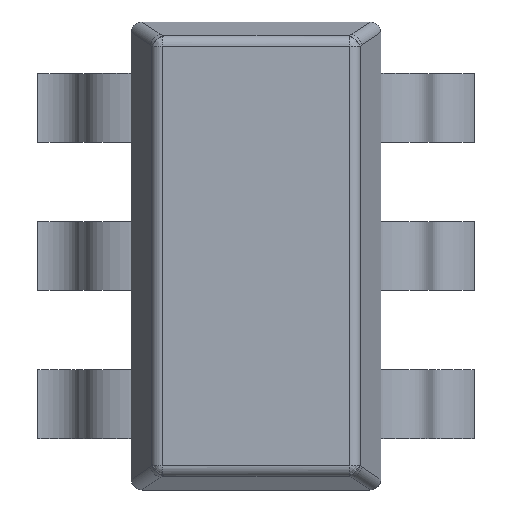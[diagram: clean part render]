
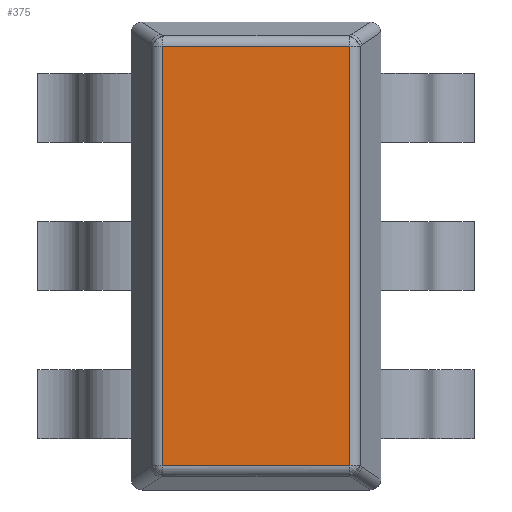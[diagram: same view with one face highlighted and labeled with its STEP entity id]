
A CAD part, top view. The second image highlights one B-rep face of the part: STEP entity #375.
In plain terms, the highlighted face is planar.
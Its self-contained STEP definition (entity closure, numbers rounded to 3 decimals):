
#48 = VERTEX_POINT('',#49);
#49 = CARTESIAN_POINT('',(-0.601,1.,0.155));
#66 = EDGE_CURVE('',#48,#67,#69,.T.);
#67 = VERTEX_POINT('',#68);
#68 = CARTESIAN_POINT('',(0.601,1.,0.155));
#69 = LINE('',#70,#71);
#70 = CARTESIAN_POINT('',(-0.65,1.,0.155));
#71 = VECTOR('',#72,1.);
#72 = DIRECTION('',(1.,0.,0.));
#375 = ADVANCED_FACE('',(#376),#401,.T.);
#376 = FACE_BOUND('',#377,.T.);
#377 = EDGE_LOOP('',(#378,#379,#387,#395));
#378 = ORIENTED_EDGE('',*,*,#66,.F.);
#379 = ORIENTED_EDGE('',*,*,#380,.T.);
#380 = EDGE_CURVE('',#48,#381,#383,.T.);
#381 = VERTEX_POINT('',#382);
#382 = CARTESIAN_POINT('',(-0.601,1.,2.845));
#383 = LINE('',#384,#385);
#384 = CARTESIAN_POINT('',(-0.601,1.,0.1));
#385 = VECTOR('',#386,1.);
#386 = DIRECTION('',(0.,0.,1.));
#387 = ORIENTED_EDGE('',*,*,#388,.T.);
#388 = EDGE_CURVE('',#381,#389,#391,.T.);
#389 = VERTEX_POINT('',#390);
#390 = CARTESIAN_POINT('',(0.601,1.,2.845));
#391 = LINE('',#392,#393);
#392 = CARTESIAN_POINT('',(-0.65,1.,2.845));
#393 = VECTOR('',#394,1.);
#394 = DIRECTION('',(1.,0.,0.));
#395 = ORIENTED_EDGE('',*,*,#396,.F.);
#396 = EDGE_CURVE('',#67,#389,#397,.T.);
#397 = LINE('',#398,#399);
#398 = CARTESIAN_POINT('',(0.601,1.,0.1));
#399 = VECTOR('',#400,1.);
#400 = DIRECTION('',(0.,0.,1.));
#401 = PLANE('',#402);
#402 = AXIS2_PLACEMENT_3D('',#403,#404,#405);
#403 = CARTESIAN_POINT('',(-0.65,1.,0.));
#404 = DIRECTION('',(0.,1.,0.));
#405 = DIRECTION('',(1.,0.,0.));
